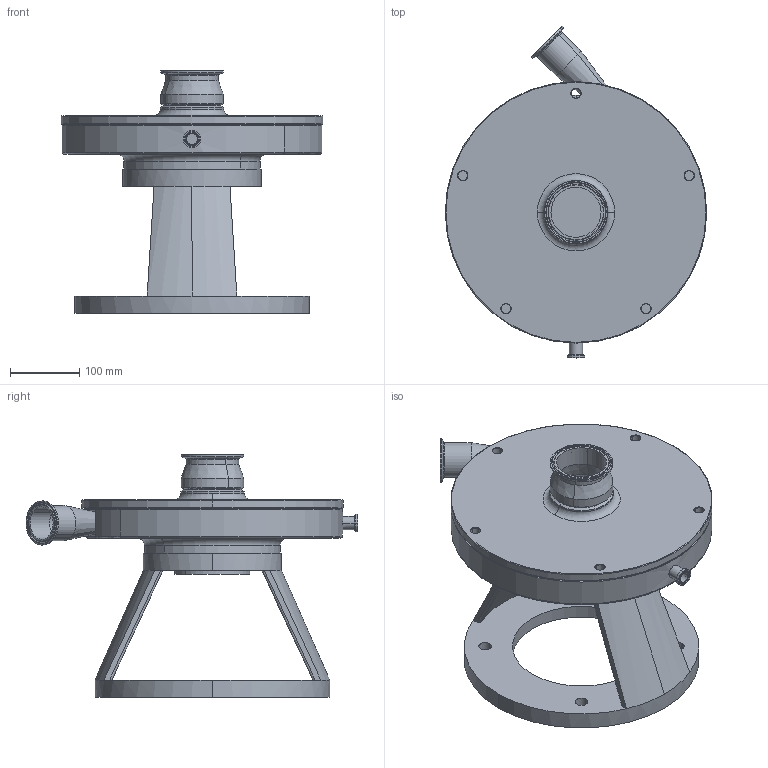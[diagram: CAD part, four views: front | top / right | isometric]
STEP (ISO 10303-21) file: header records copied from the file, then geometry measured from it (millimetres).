
FILE_DESCRIPTION (( 'STEP AP214' ), '1' );
FILE_NAME ('FPR 751-752 320TC 45L 3-4 IN STR DRAIN.STEP', '2023-01-04T20:47:32', ( '' ), ( '' ), 'SwSTEP 2.0', 'SolidWorks 2021', '' );
FILE_SCHEMA (( 'AUTOMOTIVE_DESIGN' ));
Length unit declared in the file: millimetre
Products named in the file (1): FPR 751-752 320TC 45L 3-4 IN STR DRAIN
Bounding box: 379 x 481.07 x 351.5 mm (x, y, z)
Volume: 8186736.2 mm3; surface area: 909515.8 mm2
Topology: 2 solids, 2 shells, 226 faces, 500 edges, 295 vertices
Faces by surface type: cylinder 77, torus 56, cone 52, plane 29, bspline 10, sphere 2
Entity records: 7013 total; most frequent: CARTESIAN_POINT 1808, DIRECTION 1204, ORIENTED_EDGE 1000, AXIS2_PLACEMENT_3D 531, EDGE_CURVE 500, CIRCLE 314, VERTEX_POINT 295, EDGE_LOOP 267
